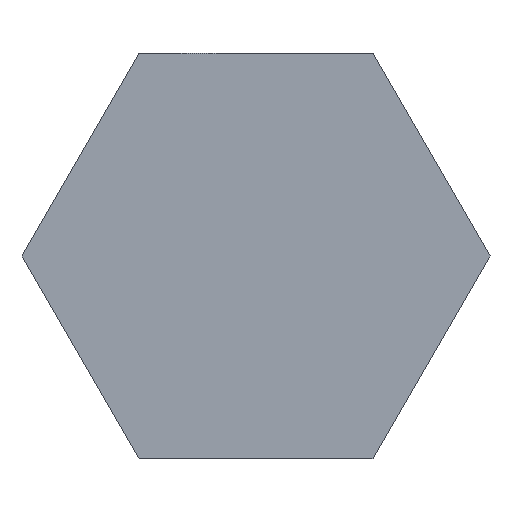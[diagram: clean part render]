
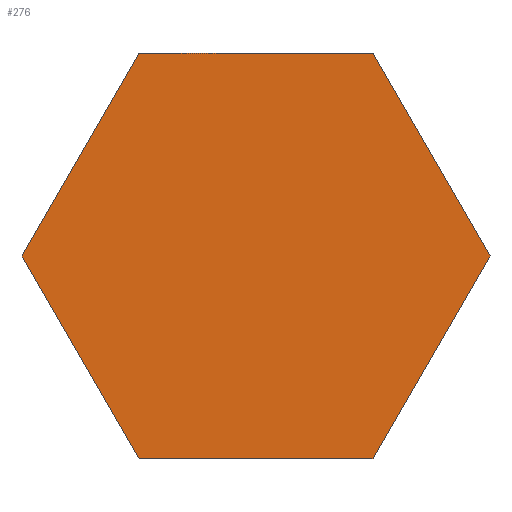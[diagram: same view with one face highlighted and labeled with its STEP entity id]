
A CAD part, front view. The second image highlights one B-rep face of the part: STEP entity #276.
In plain terms, the highlighted planar face has unit normal (0, -1, 0).
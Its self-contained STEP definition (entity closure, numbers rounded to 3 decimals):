
#4 = EDGE_CURVE ( 'NONE', #292, #242, #44, .T. ) ;
#19 = CARTESIAN_POINT ( 'NONE',  ( 14.434, 0., -25. ) ) ;
#27 = LINE ( 'NONE', #147, #134 ) ;
#31 = VERTEX_POINT ( 'NONE', #110 ) ;
#44 = LINE ( 'NONE', #19, #217 ) ;
#45 = DIRECTION ( 'NONE',  ( 0.5, 0., -0.866 ) ) ;
#47 = DIRECTION ( 'NONE',  ( 1., 0., 0. ) ) ;
#49 = DIRECTION ( 'NONE',  ( -0.5, 0., -0.866 ) ) ;
#61 = VERTEX_POINT ( 'NONE', #275 ) ;
#66 = ORIENTED_EDGE ( 'NONE', *, *, #294, .F. ) ;
#69 = VECTOR ( 'NONE', #47, 1000. ) ;
#73 = LINE ( 'NONE', #211, #69 ) ;
#76 = PLANE ( 'NONE',  #240 ) ;
#98 = DIRECTION ( 'NONE',  ( 0., 1., 0. ) ) ;
#110 = CARTESIAN_POINT ( 'NONE',  ( 28.868, 0., 0. ) ) ;
#120 = CARTESIAN_POINT ( 'NONE',  ( 0., 0., 0. ) ) ;
#125 = ORIENTED_EDGE ( 'NONE', *, *, #137, .F. ) ;
#134 = VECTOR ( 'NONE', #267, 1000. ) ;
#137 = EDGE_CURVE ( 'NONE', #220, #61, #73, .T. ) ;
#141 = LINE ( 'NONE', #258, #299 ) ;
#147 = CARTESIAN_POINT ( 'NONE',  ( -14.434, 0., -25. ) ) ;
#150 = VERTEX_POINT ( 'NONE', #173 ) ;
#156 = EDGE_CURVE ( 'NONE', #61, #31, #233, .T. ) ;
#158 = ORIENTED_EDGE ( 'NONE', *, *, #283, .F. ) ;
#169 = LINE ( 'NONE', #262, #284 ) ;
#173 = CARTESIAN_POINT ( 'NONE',  ( -28.868, 0., 0. ) ) ;
#191 = DIRECTION ( 'NONE',  ( 0., 0., 1. ) ) ;
#211 = CARTESIAN_POINT ( 'NONE',  ( -14.434, 0., 25. ) ) ;
#217 = VECTOR ( 'NONE', #254, 1000. ) ;
#219 = ORIENTED_EDGE ( 'NONE', *, *, #156, .F. ) ;
#220 = VERTEX_POINT ( 'NONE', #260 ) ;
#233 = LINE ( 'NONE', #261, #259 ) ;
#236 = DIRECTION ( 'NONE',  ( 0.5, 0., 0.866 ) ) ;
#239 = CARTESIAN_POINT ( 'NONE',  ( 14.434, 0., -25. ) ) ;
#240 = AXIS2_PLACEMENT_3D ( 'NONE', #120, #98, #191 ) ;
#242 = VERTEX_POINT ( 'NONE', #279 ) ;
#247 = ORIENTED_EDGE ( 'NONE', *, *, #256, .F. ) ;
#253 = EDGE_LOOP ( 'NONE', ( #257, #158, #219, #125, #247, #66 ) ) ;
#254 = DIRECTION ( 'NONE',  ( -1., 0., 0. ) ) ;
#256 = EDGE_CURVE ( 'NONE', #150, #220, #141, .T. ) ;
#257 = ORIENTED_EDGE ( 'NONE', *, *, #4, .F. ) ;
#258 = CARTESIAN_POINT ( 'NONE',  ( -28.868, 0., 0. ) ) ;
#259 = VECTOR ( 'NONE', #45, 1000. ) ;
#260 = CARTESIAN_POINT ( 'NONE',  ( -14.434, 0., 25. ) ) ;
#261 = CARTESIAN_POINT ( 'NONE',  ( 14.434, 0., 25. ) ) ;
#262 = CARTESIAN_POINT ( 'NONE',  ( 28.868, 0., 0. ) ) ;
#267 = DIRECTION ( 'NONE',  ( -0.5, 0., 0.866 ) ) ;
#275 = CARTESIAN_POINT ( 'NONE',  ( 14.434, 0., 25. ) ) ;
#276 = ADVANCED_FACE ( 'NONE', ( #280 ), #76, .F. ) ;
#279 = CARTESIAN_POINT ( 'NONE',  ( -14.434, 0., -25. ) ) ;
#280 = FACE_OUTER_BOUND ( 'NONE', #253, .T. ) ;
#283 = EDGE_CURVE ( 'NONE', #31, #292, #169, .T. ) ;
#284 = VECTOR ( 'NONE', #49, 1000. ) ;
#292 = VERTEX_POINT ( 'NONE', #239 ) ;
#294 = EDGE_CURVE ( 'NONE', #242, #150, #27, .T. ) ;
#299 = VECTOR ( 'NONE', #236, 1000. ) ;
